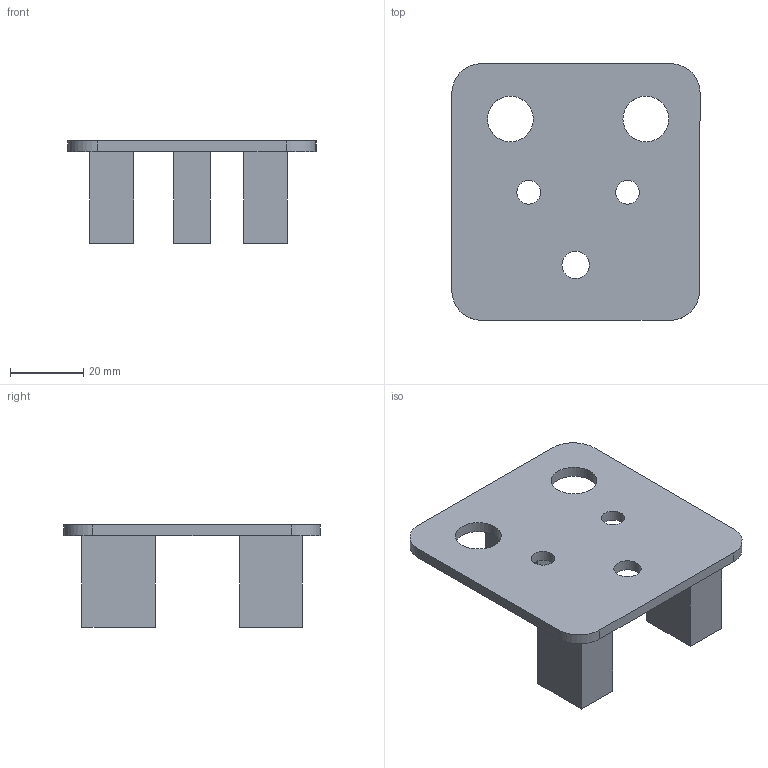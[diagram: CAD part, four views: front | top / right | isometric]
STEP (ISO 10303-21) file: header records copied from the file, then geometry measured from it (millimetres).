
FILE_DESCRIPTION(/* description */ ('STEP AP214'),/* implementation_level */ '2;1');
FILE_NAME(/* name */ '666bc3a508ed432b36b9a5a0',/* time_stamp */ '2024-06-14T04:14:29Z',/* author */ (''),/* organization */ (''),/* preprocessor_version */ 'ST-DEVELOPER v20',/* originating_system */ ' ',/* authorisation */ ' ');
FILE_SCHEMA (('AUTOMOTIVE_DESIGN {1 0 10303 214 3 1 1}'));
Length unit declared in the file: metre
Products named in the file (1): Electronics v5
Bounding box: 67.83 x 70.13 x 28 mm (x, y, z)
Volume: 27958.2 mm3; surface area: 14662.1 mm2
Topology: 1 solids, 1 shells, 36 faces, 86 edges, 58 vertices
Faces by surface type: plane 24, cylinder 12
Full cylindrical faces by diameter (mm): 2.8 x3, 6.5 x2, 7.5 x1, 12.5 x2
Entity records: 1042 total; most frequent: DIRECTION 174, CARTESIAN_POINT 169, ORIENTED_EDGE 152, EDGE_CURVE 76, AXIS2_PLACEMENT_3D 61, EDGE_LOOP 60, FACE_BOUND 60, VERTEX_POINT 56
